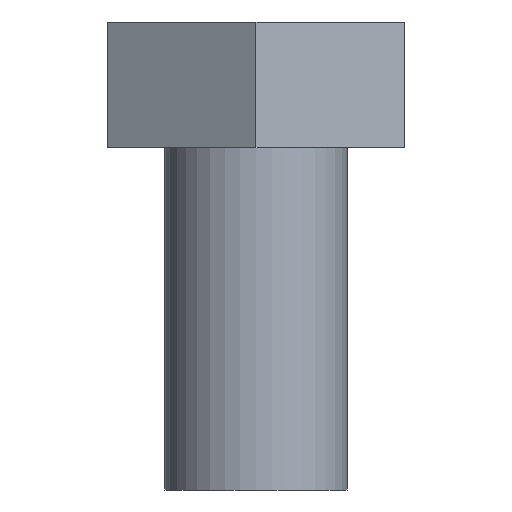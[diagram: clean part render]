
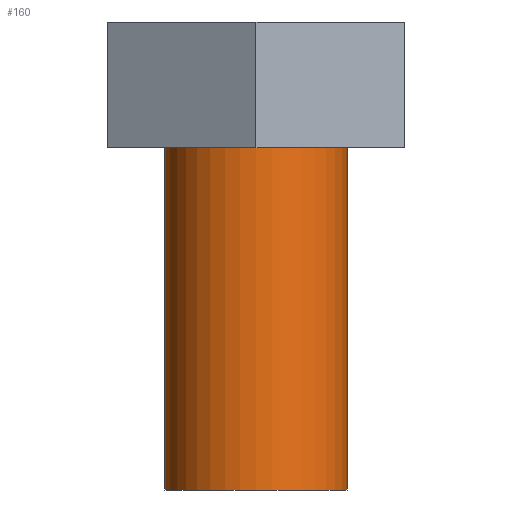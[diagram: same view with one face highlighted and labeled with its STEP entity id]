
A CAD part, front view. The second image highlights one B-rep face of the part: STEP entity #160.
In plain terms, the highlighted cylindrical face has radius 4 mm (diameter 8 mm), a partial arc.
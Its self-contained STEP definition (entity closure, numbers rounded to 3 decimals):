
#71 = EDGE_CURVE ( 'NONE', #138, #172, #348, .T. ) ;
#86 = EDGE_CURVE ( 'NONE', #203, #172, #342, .T. ) ;
#109 = VERTEX_POINT ( 'NONE', #368 ) ;
#138 = VERTEX_POINT ( 'NONE', #312 ) ;
#160 = ADVANCED_FACE ( 'NONE', ( #293 ), #292, .T. ) ;
#161 = EDGE_LOOP ( 'NONE', ( #162, #163, #165, #166 ) ) ;
#162 = ORIENTED_EDGE ( 'NONE', *, *, #71, .F. ) ;
#163 = ORIENTED_EDGE ( 'NONE', *, *, #164, .F. ) ;
#164 = EDGE_CURVE ( 'NONE', #109, #138, #360, .T. ) ;
#165 = ORIENTED_EDGE ( 'NONE', *, *, #187, .T. ) ;
#166 = ORIENTED_EDGE ( 'NONE', *, *, #86, .T. ) ;
#172 = VERTEX_POINT ( 'NONE', #510 ) ;
#187 = EDGE_CURVE ( 'NONE', #109, #203, #434, .T. ) ;
#203 = VERTEX_POINT ( 'NONE', #490 ) ;
#288 = DIRECTION ( 'NONE',  ( 1., 0., 0. ) ) ;
#289 = DIRECTION ( 'NONE',  ( 0., 0., 1. ) ) ;
#290 = CARTESIAN_POINT ( 'NONE',  ( 0., 0., -15. ) ) ;
#291 = AXIS2_PLACEMENT_3D ( 'NONE', #290, #289, #288 ) ;
#292 = CYLINDRICAL_SURFACE ( 'NONE', #291, 4. ) ;
#293 = FACE_OUTER_BOUND ( 'NONE', #161, .T. ) ;
#312 = CARTESIAN_POINT ( 'NONE',  ( -4., 0., -15. ) ) ;
#339 = DIRECTION ( 'NONE',  ( 1., 0., 0. ) ) ;
#340 = DIRECTION ( 'NONE',  ( 0., 0., -1. ) ) ;
#341 = AXIS2_PLACEMENT_3D ( 'NONE', #409, #340, #339 ) ;
#342 = CIRCLE ( 'NONE', #341, 4. ) ;
#345 = DIRECTION ( 'NONE',  ( 0., 0., 1. ) ) ;
#346 = VECTOR ( 'NONE', #345, 1000. ) ;
#347 = CARTESIAN_POINT ( 'NONE',  ( -4., 0., -15. ) ) ;
#348 = LINE ( 'NONE', #347, #346 ) ;
#356 = DIRECTION ( 'NONE',  ( -1., 0., 0. ) ) ;
#357 = DIRECTION ( 'NONE',  ( 0., 0., -1. ) ) ;
#358 = CARTESIAN_POINT ( 'NONE',  ( 0., 0., -15. ) ) ;
#359 = AXIS2_PLACEMENT_3D ( 'NONE', #358, #357, #356 ) ;
#360 = CIRCLE ( 'NONE', #359, 4. ) ;
#368 = CARTESIAN_POINT ( 'NONE',  ( 4., 0., -15. ) ) ;
#409 = CARTESIAN_POINT ( 'NONE',  ( 0., 0., 0. ) ) ;
#431 = DIRECTION ( 'NONE',  ( 0., 0., 1. ) ) ;
#432 = VECTOR ( 'NONE', #431, 1000. ) ;
#433 = CARTESIAN_POINT ( 'NONE',  ( 4., 0., -15. ) ) ;
#434 = LINE ( 'NONE', #433, #432 ) ;
#490 = CARTESIAN_POINT ( 'NONE',  ( 4., 0., 0. ) ) ;
#510 = CARTESIAN_POINT ( 'NONE',  ( -4., 0., 0. ) ) ;
